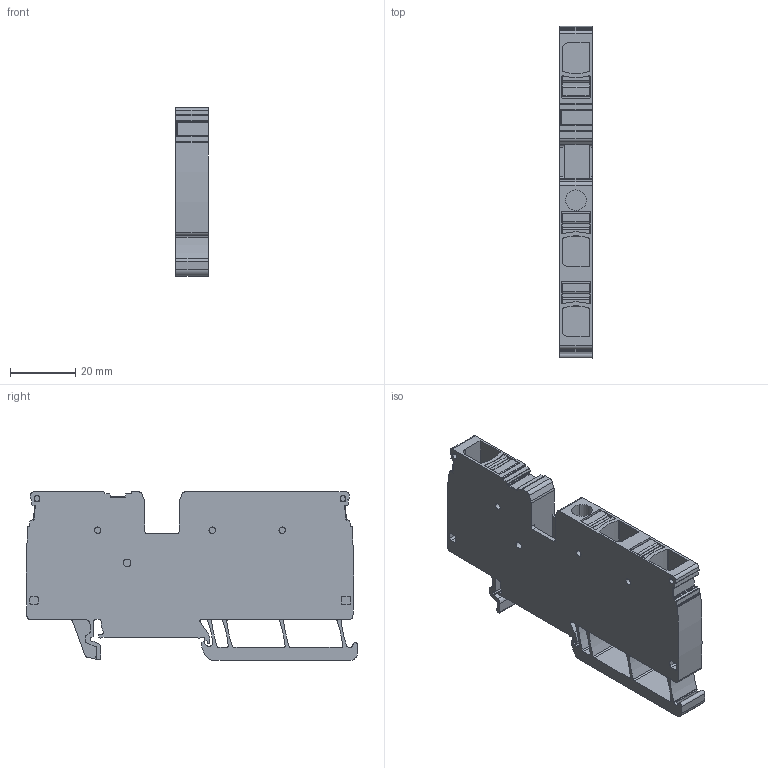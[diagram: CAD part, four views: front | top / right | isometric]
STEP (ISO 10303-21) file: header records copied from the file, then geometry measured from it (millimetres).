
FILE_DESCRIPTION(('CATIA V5 STEP Exchange','CAx-IF Rec.Pracs.--- Model Styling and Organization---1.5--- 2016-08-15','CAx-IF Rec.Pracs.---Supplemental Geometry---1.0---2011-11-01','CAx-IF Rec.Pracs.--- Composite Materials ---1.1---2010-07-15'),'2;1');
FILE_NAME ('D1462810_1', '2024-06-05T09:58:19+00:00', ('none'), ('Weidmueller'), 'CATIA Version 5-6 Release 2022 SP4 HF5', 'CATIA V5 STEP AP214 v3', 'none');
FILE_SCHEMA(('AUTOMOTIVE_DESIGN { 1 0 10303 214 1 1 1 1 }'));
Length unit declared in the file: millimetre
Products named in the file (1): v5-standard_part
Bounding box: 10 x 101.46 x 51.45 mm (x, y, z)
Volume: 36489.8 mm3; surface area: 17221.1 mm2
Topology: 1 solids, 6 shells, 591 faces, 1689 edges, 1114 vertices
Faces by surface type: cylinder 287, plane 278, sphere 12, cone 8, torus 6
Entity records: 19035 total; most frequent: CARTESIAN_POINT 3763, ORIENTED_EDGE 3354, DIRECTION 2495, EDGE_CURVE 1677, VERTEX_POINT 1114, VECTOR 1051, LINE 1051, AXIS2_PLACEMENT_3D 992
